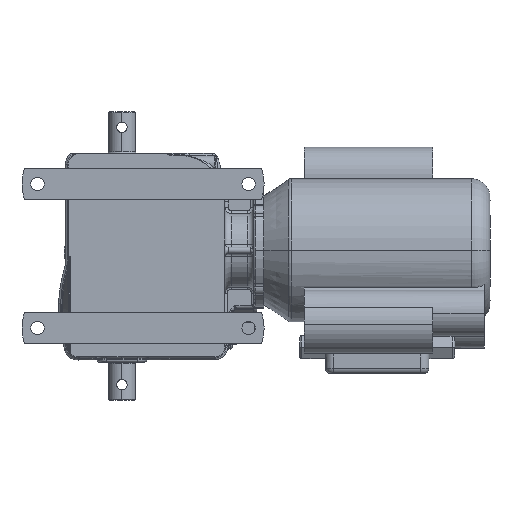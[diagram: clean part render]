
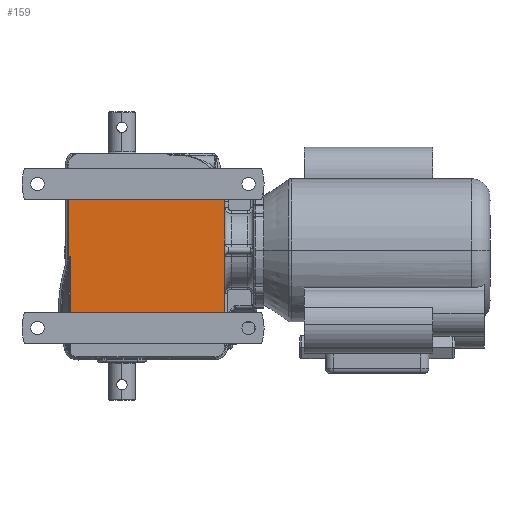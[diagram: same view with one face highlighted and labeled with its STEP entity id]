
A CAD part, left-side view. The second image highlights one B-rep face of the part: STEP entity #159.
In plain terms, the highlighted planar face has unit normal (-1, 0, 0).
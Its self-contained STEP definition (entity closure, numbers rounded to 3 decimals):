
#159 = ADVANCED_FACE ( 'NONE', ( #19677 ), #4545, .F. ) ;
#512 = VERTEX_POINT ( 'NONE', #33216 ) ;
#715 = CARTESIAN_POINT ( 'NONE',  ( -62., 52., 49.5 ) ) ;
#759 = CARTESIAN_POINT ( 'NONE',  ( -62., -100., 47.25 ) ) ;
#1333 = LINE ( 'NONE', #30550, #14928 ) ;
#1692 = LINE ( 'NONE', #31085, #26448 ) ;
#2011 = CARTESIAN_POINT ( 'NONE',  ( -62., -55., 47.25 ) ) ;
#3367 = AXIS2_PLACEMENT_3D ( 'NONE', #9779, #4227, #17776 ) ;
#3621 = VERTEX_POINT ( 'NONE', #759 ) ;
#4227 = DIRECTION ( 'NONE',  ( -1., 0., 0. ) ) ;
#4304 = ORIENTED_EDGE ( 'NONE', *, *, #23213, .F. ) ;
#4475 = CIRCLE ( 'NONE', #3367, 1. ) ;
#4545 = PLANE ( 'NONE',  #28351 ) ;
#4900 = LINE ( 'NONE', #12532, #32219 ) ;
#6349 = AXIS2_PLACEMENT_3D ( 'NONE', #2011, #20420, #15240 ) ;
#6705 = LINE ( 'NONE', #23151, #9865 ) ;
#7840 = EDGE_CURVE ( 'NONE', #22538, #31980, #14573, .T. ) ;
#9602 = DIRECTION ( 'NONE',  ( 0., 0., 1. ) ) ;
#9779 = CARTESIAN_POINT ( 'NONE',  ( -62., 51., -5. ) ) ;
#9842 = CIRCLE ( 'NONE', #28717, 1. ) ;
#9865 = VECTOR ( 'NONE', #15521, 1000. ) ;
#10349 = EDGE_CURVE ( 'NONE', #512, #27579, #4475, .T. ) ;
#11079 = CARTESIAN_POINT ( 'NONE',  ( -62., -99.944, 49.5 ) ) ;
#11524 = ORIENTED_EDGE ( 'NONE', *, *, #7840, .F. ) ;
#11773 = DIRECTION ( 'NONE',  ( 0., -1., 0. ) ) ;
#12527 = DIRECTION ( 'NONE',  ( 0., 0., -1. ) ) ;
#12532 = CARTESIAN_POINT ( 'NONE',  ( -62., 52., 83.32 ) ) ;
#12854 = CARTESIAN_POINT ( 'NONE',  ( -62., 51., -7. ) ) ;
#13789 = EDGE_CURVE ( 'NONE', #21371, #30360, #1333, .T. ) ;
#14573 = LINE ( 'NONE', #17339, #24466 ) ;
#14851 = CARTESIAN_POINT ( 'NONE',  ( -62., 50., -60.5 ) ) ;
#14928 = VECTOR ( 'NONE', #22542, 1000. ) ;
#15240 = DIRECTION ( 'NONE',  ( 0., 0., -1. ) ) ;
#15521 = DIRECTION ( 'NONE',  ( 0., 0., -1. ) ) ;
#17197 = EDGE_CURVE ( 'NONE', #512, #22538, #4900, .T. ) ;
#17339 = CARTESIAN_POINT ( 'NONE',  ( -62., -135.697, 49.5 ) ) ;
#17776 = DIRECTION ( 'NONE',  ( 0., 0., -1. ) ) ;
#17867 = DIRECTION ( 'NONE',  ( 0., 0., 1. ) ) ;
#17979 = VERTEX_POINT ( 'NONE', #33510 ) ;
#19677 = FACE_OUTER_BOUND ( 'NONE', #28445, .T. ) ;
#20420 = DIRECTION ( 'NONE',  ( -1., 0., 0. ) ) ;
#21315 = CARTESIAN_POINT ( 'NONE',  ( -62., -100., -60.5 ) ) ;
#21371 = VERTEX_POINT ( 'NONE', #21315 ) ;
#21627 = ORIENTED_EDGE ( 'NONE', *, *, #17197, .F. ) ;
#22033 = ORIENTED_EDGE ( 'NONE', *, *, #10349, .T. ) ;
#22361 = ORIENTED_EDGE ( 'NONE', *, *, #26200, .F. ) ;
#22538 = VERTEX_POINT ( 'NONE', #715 ) ;
#22542 = DIRECTION ( 'NONE',  ( 0., 1., 0. ) ) ;
#23151 = CARTESIAN_POINT ( 'NONE',  ( -62., -100., -93.45 ) ) ;
#23213 = EDGE_CURVE ( 'NONE', #30360, #17979, #1692, .T. ) ;
#23626 = DIRECTION ( 'NONE',  ( 0., 0., -1. ) ) ;
#23990 = CARTESIAN_POINT ( 'NONE',  ( -62., 51., -6. ) ) ;
#24466 = VECTOR ( 'NONE', #11773, 1000. ) ;
#25312 = EDGE_CURVE ( 'NONE', #27579, #17979, #9842, .T. ) ;
#25955 = ORIENTED_EDGE ( 'NONE', *, *, #29088, .T. ) ;
#26200 = EDGE_CURVE ( 'NONE', #3621, #21371, #6705, .T. ) ;
#26448 = VECTOR ( 'NONE', #17867, 1000. ) ;
#26588 = ORIENTED_EDGE ( 'NONE', *, *, #13789, .F. ) ;
#26892 = DIRECTION ( 'NONE',  ( 1., 0., 0. ) ) ;
#27579 = VERTEX_POINT ( 'NONE', #23990 ) ;
#28351 = AXIS2_PLACEMENT_3D ( 'NONE', #30804, #30973, #12527 ) ;
#28445 = EDGE_LOOP ( 'NONE', ( #21627, #22033, #30153, #4304, #26588, #22361, #25955, #11524 ) ) ;
#28717 = AXIS2_PLACEMENT_3D ( 'NONE', #12854, #26892, #23626 ) ;
#29088 = EDGE_CURVE ( 'NONE', #3621, #31980, #32459, .T. ) ;
#30153 = ORIENTED_EDGE ( 'NONE', *, *, #25312, .T. ) ;
#30360 = VERTEX_POINT ( 'NONE', #14851 ) ;
#30550 = CARTESIAN_POINT ( 'NONE',  ( -62., 94.697, -60.5 ) ) ;
#30804 = CARTESIAN_POINT ( 'NONE',  ( -62., -88., -75.5 ) ) ;
#30973 = DIRECTION ( 'NONE',  ( 1., 0., 0. ) ) ;
#31085 = CARTESIAN_POINT ( 'NONE',  ( -62., 50., 0. ) ) ;
#31980 = VERTEX_POINT ( 'NONE', #11079 ) ;
#32219 = VECTOR ( 'NONE', #9602, 1000. ) ;
#32459 = CIRCLE ( 'NONE', #6349, 45. ) ;
#33216 = CARTESIAN_POINT ( 'NONE',  ( -62., 52., -5. ) ) ;
#33510 = CARTESIAN_POINT ( 'NONE',  ( -62., 50., -7. ) ) ;
